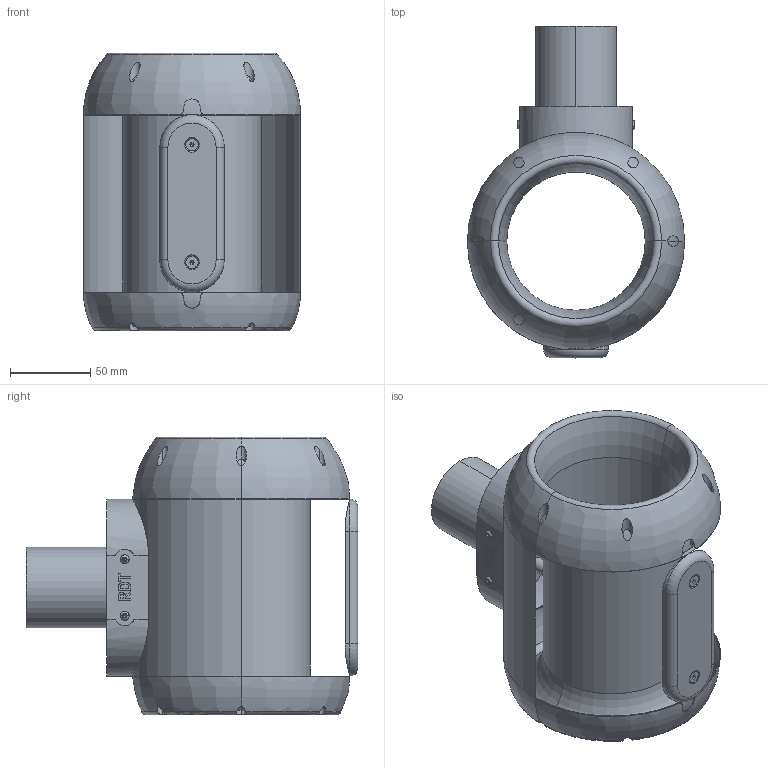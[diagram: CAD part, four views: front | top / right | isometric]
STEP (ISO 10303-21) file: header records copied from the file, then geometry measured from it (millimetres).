
FILE_DESCRIPTION (( 'STEP AP214' ), '1' );
FILE_NAME ('P-086-030-rev-C.step', '2021-05-12T14:12:49', ( '' ), ( '' ), 'SwSTEP 2.0', 'SolidWorks 2021', '' );
FILE_SCHEMA (( 'AUTOMOTIVE_DESIGN' ));
Length unit declared in the file: millimetre
Products named in the file (1): P-086-030-rev-C
Bounding box: 135 x 206.19 x 172.74 mm (x, y, z)
Volume: 1566688.4 mm3; surface area: 147574.7 mm2
Topology: 1 solids, 13 shells, 402 faces, 968 edges, 605 vertices
Faces by surface type: plane 173, cylinder 116, torus 51, cone 28, bspline 26, sphere 8
Entity records: 18583 total; most frequent: CARTESIAN_POINT 5560, ORIENTED_EDGE 1896, DIRECTION 1779, EDGE_CURVE 948, AXIS2_PLACEMENT_3D 680, VERTEX_POINT 601, EDGE_LOOP 453, LINE 419
